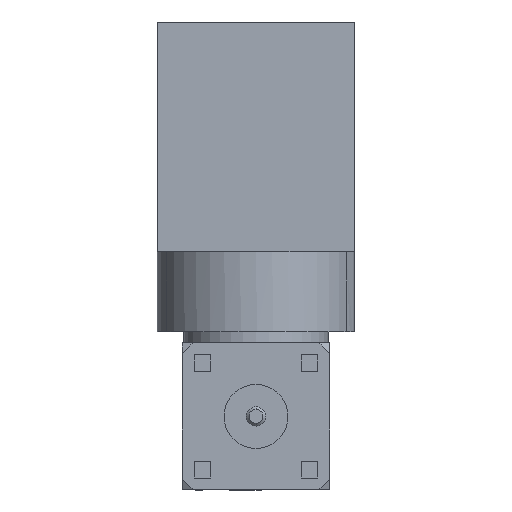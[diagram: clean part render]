
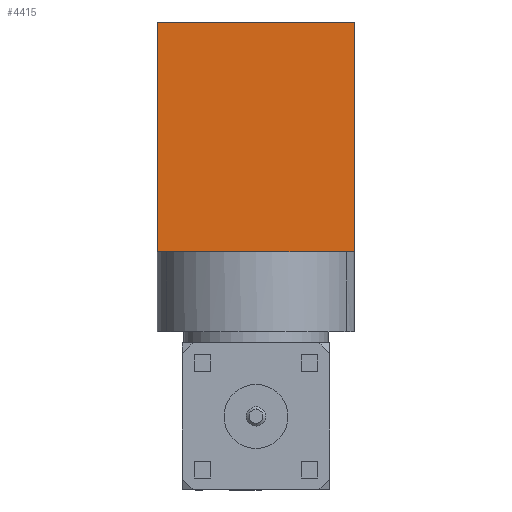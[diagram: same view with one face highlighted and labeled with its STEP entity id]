
A CAD part, front view. The second image highlights one B-rep face of the part: STEP entity #4415.
In plain terms, the highlighted planar face has unit normal (0, -1, 0).
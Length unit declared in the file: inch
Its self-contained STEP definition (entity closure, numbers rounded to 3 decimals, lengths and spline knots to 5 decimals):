
#99 = DIRECTION ( 'NONE',  ( 0., 0., 1. ) ) ;
#295 = CARTESIAN_POINT ( 'NONE',  ( -0.185, -0.18494, -0.43065 ) ) ;
#344 = CARTESIAN_POINT ( 'NONE',  ( -0.185, -0.18494, -0.58065 ) ) ;
#373 = CARTESIAN_POINT ( 'NONE',  ( 0.185, -0.18494, 0. ) ) ;
#500 = CARTESIAN_POINT ( 'NONE',  ( 0.185, -0.18494, -0.43065 ) ) ;
#504 = CARTESIAN_POINT ( 'NONE',  ( -0.00064, -0.18494, -0.43065 ) ) ;
#618 = ORIENTED_EDGE ( 'NONE', *, *, #4185, .T. ) ;
#923 = LINE ( 'NONE', #1129, #1790 ) ;
#1129 = CARTESIAN_POINT ( 'NONE',  ( -0.185, -0.18494, -0.43065 ) ) ;
#1196 = CARTESIAN_POINT ( 'NONE',  ( -0.185, -0.18494, -0.43065 ) ) ;
#1223 = VERTEX_POINT ( 'NONE', #500 ) ;
#1391 = PLANE ( 'NONE',  #5306 ) ;
#1602 = CARTESIAN_POINT ( 'NONE',  ( -0.185, -0.18494, 0. ) ) ;
#1682 = VERTEX_POINT ( 'NONE', #295 ) ;
#1757 = VECTOR ( 'NONE', #4261, 39.37008 ) ;
#1790 = VECTOR ( 'NONE', #5427, 39.37008 ) ;
#1910 = VERTEX_POINT ( 'NONE', #4599 ) ;
#2017 = EDGE_CURVE ( 'NONE', #3576, #1910, #2773, .T. ) ;
#2129 = LINE ( 'NONE', #3944, #3862 ) ;
#2505 = DIRECTION ( 'NONE',  ( 0., 0., -1. ) ) ;
#2745 = ORIENTED_EDGE ( 'NONE', *, *, #5057, .T. ) ;
#2763 = EDGE_CURVE ( 'NONE', #1910, #1682, #4742, .T. ) ;
#2773 = LINE ( 'NONE', #1602, #4913 ) ;
#2986 = ORIENTED_EDGE ( 'NONE', *, *, #3869, .T. ) ;
#3032 = VERTEX_POINT ( 'NONE', #504 ) ;
#3131 = CARTESIAN_POINT ( 'NONE',  ( -0.185, -0.18494, -0.58065 ) ) ;
#3514 = EDGE_LOOP ( 'NONE', ( #2986, #4634, #4665, #618, #2745 ) ) ;
#3576 = VERTEX_POINT ( 'NONE', #373 ) ;
#3862 = VECTOR ( 'NONE', #99, 39.37008 ) ;
#3869 = EDGE_CURVE ( 'NONE', #1223, #3576, #2129, .T. ) ;
#3892 = LINE ( 'NONE', #1196, #1757 ) ;
#3938 = VECTOR ( 'NONE', #2505, 39.37008 ) ;
#3944 = CARTESIAN_POINT ( 'NONE',  ( 0.185, -0.18494, -0.58065 ) ) ;
#4185 = EDGE_CURVE ( 'NONE', #1682, #3032, #923, .T. ) ;
#4261 = DIRECTION ( 'NONE',  ( 1., 0., 0. ) ) ;
#4322 = FACE_OUTER_BOUND ( 'NONE', #3514, .T. ) ;
#4415 = ADVANCED_FACE ( 'NONE', ( #4322 ), #1391, .T. ) ;
#4599 = CARTESIAN_POINT ( 'NONE',  ( -0.185, -0.18494, 0. ) ) ;
#4614 = DIRECTION ( 'NONE',  ( -1., 0., 0. ) ) ;
#4634 = ORIENTED_EDGE ( 'NONE', *, *, #2017, .T. ) ;
#4665 = ORIENTED_EDGE ( 'NONE', *, *, #2763, .T. ) ;
#4742 = LINE ( 'NONE', #344, #3938 ) ;
#4864 = DIRECTION ( 'NONE',  ( 0., -1., 0. ) ) ;
#4913 = VECTOR ( 'NONE', #4614, 39.37008 ) ;
#5057 = EDGE_CURVE ( 'NONE', #3032, #1223, #3892, .T. ) ;
#5294 = DIRECTION ( 'NONE',  ( 0., 0., -1. ) ) ;
#5306 = AXIS2_PLACEMENT_3D ( 'NONE', #3131, #4864, #5294 ) ;
#5427 = DIRECTION ( 'NONE',  ( 1., 0., 0. ) ) ;
